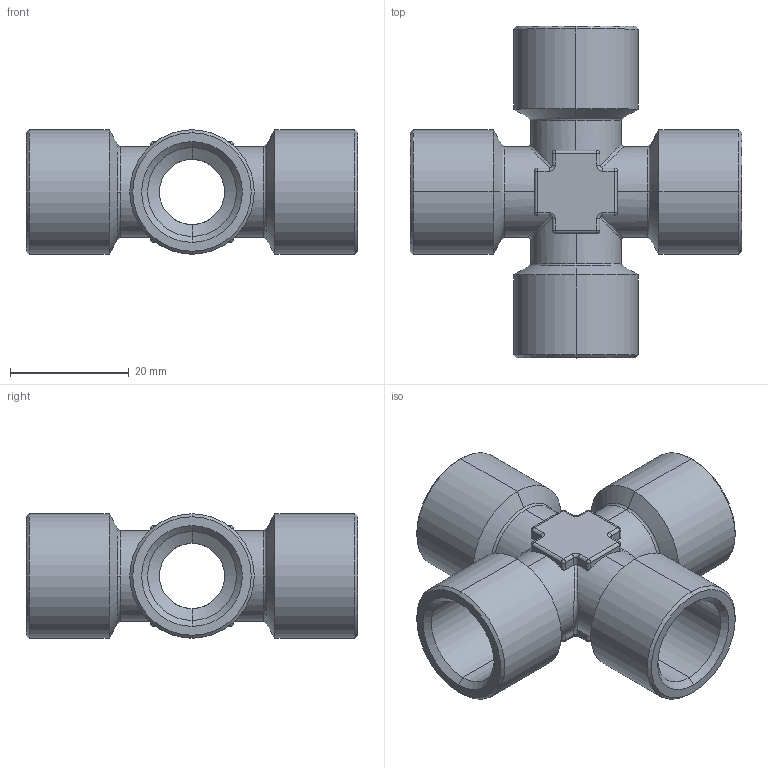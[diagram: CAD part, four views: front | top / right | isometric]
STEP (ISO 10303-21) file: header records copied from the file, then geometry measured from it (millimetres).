
FILE_DESCRIPTION (( 'STEP AP203' ), '1' );
FILE_NAME ('05160003.STEP', '2010-09-13T11:30:17', ( 'Flavio' ), ( '' ), 'SwSTEP 2.0', 'SolidWorks 2009', '' );
FILE_SCHEMA (( 'CONFIG_CONTROL_DESIGN' ));
Length unit declared in the file: millimetre
Products named in the file (1): 05160003
Bounding box: 56 x 56 x 21 mm (x, y, z)
Volume: 14023.9 mm3; surface area: 10719.7 mm2
Topology: 1 solids, 1 shells, 178 faces, 432 edges, 238 vertices
Faces by surface type: cylinder 80, cone 32, plane 30, torus 16, sphere 16, bspline 4
Entity records: 5881 total; most frequent: CARTESIAN_POINT 1749, DIRECTION 902, ORIENTED_EDGE 832, EDGE_CURVE 416, AXIS2_PLACEMENT_3D 363, VERTEX_POINT 238, CIRCLE 188, EDGE_LOOP 182
